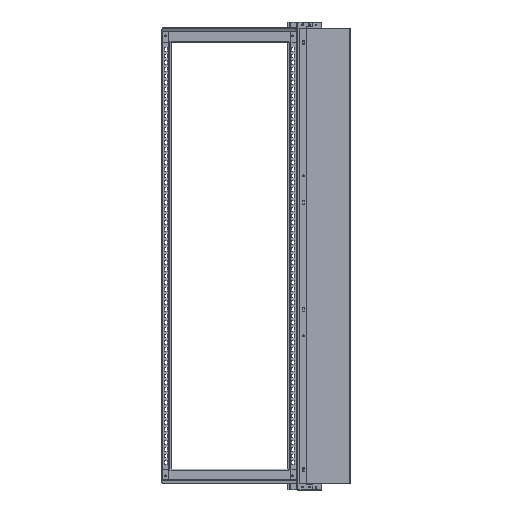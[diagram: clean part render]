
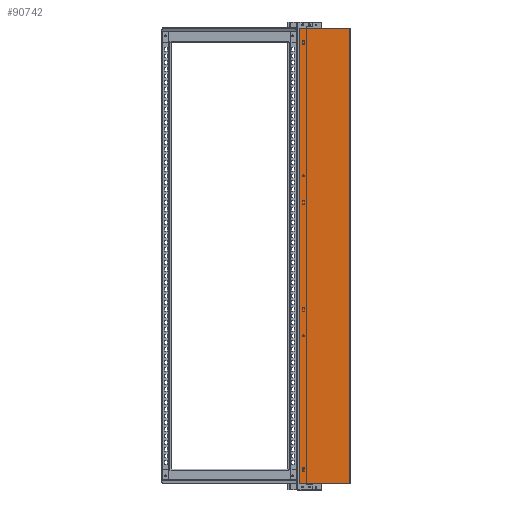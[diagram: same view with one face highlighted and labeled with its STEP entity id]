
A CAD part, top view. The second image highlights one B-rep face of the part: STEP entity #90742.
In plain terms, the highlighted free-form (B-spline) face has degree [1, 1] with [2, 2] control points.
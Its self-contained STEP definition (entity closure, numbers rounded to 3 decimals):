
#90267=CARTESIAN_POINT('V1',(-57.684,40.494,
   1654.0));
#90268=VERTEX_POINT('V1',#90267);
#90294=CARTESIAN_POINT('E1',(-57.684,40.494,
   1654.0));
#90295=CARTESIAN_POINT('E1',(-57.684,40.494,
   1660.062));
#90296=CARTESIAN_POINT('E1',(-52.434,40.494,
   1657.031));
#90297=CARTESIAN_POINT('E1',(-47.184,40.494,
   1654.0));
#90298=CARTESIAN_POINT('E1',(-52.434,40.494,
   1650.969));
#90299=CARTESIAN_POINT('E1',(-57.684,40.494,
   1647.938));
#90300=CARTESIAN_POINT('E1',(-57.684,40.494,
   1654.0));
#90308=(BOUNDED_CURVE()B_SPLINE_CURVE(2,(#90294,#90295,#90296,
   #90297,#90298,#90299,#90300),.CIRCULAR_ARC.,.T.,.U.)
   B_SPLINE_CURVE_WITH_KNOTS((3,2,2,3),(0.0,0.333,
   0.667,1.0),.UNSPECIFIED.)CURVE()
   GEOMETRIC_REPRESENTATION_ITEM()RATIONAL_B_SPLINE_CURVE((1.0,
   0.5,1.0,0.5,1.0,0.5,1.0)
   )REPRESENTATION_ITEM('E1'));
#90309=EDGE_CURVE('E1',#90268,#90268,#90308,.T.);
#90336=CARTESIAN_POINT('V2',(-57.684,40.494,
   54.));
#90337=VERTEX_POINT('V2',#90336);
#90363=CARTESIAN_POINT('E2',(-57.684,40.494,
   54.));
#90364=CARTESIAN_POINT('E2',(-57.684,40.494,
   60.062));
#90365=CARTESIAN_POINT('E2',(-52.434,40.494,
   57.031));
#90366=CARTESIAN_POINT('E2',(-47.184,40.494,
   54.));
#90367=CARTESIAN_POINT('E2',(-52.434,40.494,
   50.969));
#90368=CARTESIAN_POINT('E2',(-57.684,40.494,
   47.938));
#90369=CARTESIAN_POINT('E2',(-57.684,40.494,
   54.));
#90377=(BOUNDED_CURVE()B_SPLINE_CURVE(2,(#90363,#90364,#90365,
   #90366,#90367,#90368,#90369),.CIRCULAR_ARC.,.T.,.U.)
   B_SPLINE_CURVE_WITH_KNOTS((3,2,2,3),(0.0,0.333,
   0.667,1.0),.UNSPECIFIED.)CURVE()
   GEOMETRIC_REPRESENTATION_ITEM()RATIONAL_B_SPLINE_CURVE((1.0,
   0.5,1.0,0.5,1.0,0.5,1.0)
   )REPRESENTATION_ITEM('E2'));
#90378=EDGE_CURVE('E2',#90337,#90337,#90377,.T.);
#90405=CARTESIAN_POINT('V3',(-57.684,40.494,
   554.));
#90406=VERTEX_POINT('V3',#90405);
#90432=CARTESIAN_POINT('E3',(-57.684,40.494,
   554.));
#90433=CARTESIAN_POINT('E3',(-57.684,40.494,
   560.062));
#90434=CARTESIAN_POINT('E3',(-52.434,40.494,
   557.031));
#90435=CARTESIAN_POINT('E3',(-47.184,40.494,
   554.));
#90436=CARTESIAN_POINT('E3',(-52.434,40.494,
   550.969));
#90437=CARTESIAN_POINT('E3',(-57.684,40.494,
   547.938));
#90438=CARTESIAN_POINT('E3',(-57.684,40.494,
   554.));
#90446=(BOUNDED_CURVE()B_SPLINE_CURVE(2,(#90432,#90433,#90434,
   #90435,#90436,#90437,#90438),.CIRCULAR_ARC.,.T.,.U.)
   B_SPLINE_CURVE_WITH_KNOTS((3,2,2,3),(0.0,0.333,
   0.667,1.0),.UNSPECIFIED.)CURVE()
   GEOMETRIC_REPRESENTATION_ITEM()RATIONAL_B_SPLINE_CURVE((1.0,
   0.5,1.0,0.5,1.0,0.5,1.0)
   )REPRESENTATION_ITEM('E3'));
#90447=EDGE_CURVE('E3',#90406,#90406,#90446,.T.);
#90474=CARTESIAN_POINT('V4',(-57.684,40.494,
   1154.0));
#90475=VERTEX_POINT('V4',#90474);
#90501=CARTESIAN_POINT('E4',(-57.684,40.494,
   1154.0));
#90502=CARTESIAN_POINT('E4',(-57.684,40.494,
   1160.062));
#90503=CARTESIAN_POINT('E4',(-52.434,40.494,
   1157.031));
#90504=CARTESIAN_POINT('E4',(-47.184,40.494,
   1154.0));
#90505=CARTESIAN_POINT('E4',(-52.434,40.494,
   1150.969));
#90506=CARTESIAN_POINT('E4',(-57.684,40.494,
   1147.938));
#90507=CARTESIAN_POINT('E4',(-57.684,40.494,
   1154.0));
#90515=(BOUNDED_CURVE()B_SPLINE_CURVE(2,(#90501,#90502,#90503,
   #90504,#90505,#90506,#90507),.CIRCULAR_ARC.,.T.,.U.)
   B_SPLINE_CURVE_WITH_KNOTS((3,2,2,3),(0.0,0.333,
   0.667,1.0),.UNSPECIFIED.)CURVE()
   GEOMETRIC_REPRESENTATION_ITEM()RATIONAL_B_SPLINE_CURVE((1.0,
   0.5,1.0,0.5,1.0,0.5,1.0)
   )REPRESENTATION_ITEM('E4'));
#90516=EDGE_CURVE('E4',#90475,#90475,#90515,.T.);
#90526=CARTESIAN_POINT('V11',(123.816,40.494,
   1708.0));
#90527=VERTEX_POINT('V11',#90526);
#90542=CARTESIAN_POINT('V12',(123.816,40.494,
   1704.0));
#90543=VERTEX_POINT('V12',#90542);
#90549=CARTESIAN_POINT('E11',(123.816,40.494,
   1704.0));
#90550=CARTESIAN_POINT('E11',(123.816,40.494,
   1708.0));
#90551=QUASI_UNIFORM_CURVE('E11',1,(#90549,#90550),.POLYLINE_FORM.,
   .F.,.U.);
#90552=EDGE_CURVE('E11',#90543,#90527,#90551,.T.);
#90562=CARTESIAN_POINT('V10',(-68.184,40.494,
   1708.0));
#90563=VERTEX_POINT('V10',#90562);
#90577=CARTESIAN_POINT('E10',(123.816,40.494,
   1708.0));
#90578=CARTESIAN_POINT('E10',(-68.184,40.494,
   1708.0));
#90579=QUASI_UNIFORM_CURVE('E10',1,(#90577,#90578),.POLYLINE_FORM.,
   .F.,.U.);
#90580=EDGE_CURVE('E10',#90527,#90563,#90579,.T.);
#90590=CARTESIAN_POINT('V9',(-68.184,40.494,
   0.0));
#90591=VERTEX_POINT('V9',#90590);
#90605=CARTESIAN_POINT('E9',(-68.184,40.494,
   1708.0));
#90606=CARTESIAN_POINT('E9',(-68.184,40.494,
   0.0));
#90607=QUASI_UNIFORM_CURVE('E9',1,(#90605,#90606),.POLYLINE_FORM.,
   .F.,.U.);
#90608=EDGE_CURVE('E9',#90563,#90591,#90607,.T.);
#90618=CARTESIAN_POINT('V8',(123.816,40.494,
   0.0));
#90619=VERTEX_POINT('V8',#90618);
#90633=CARTESIAN_POINT('E8',(-68.184,40.494,
   0.0));
#90634=CARTESIAN_POINT('E8',(123.816,40.494,
   0.0));
#90635=QUASI_UNIFORM_CURVE('E8',1,(#90633,#90634),.POLYLINE_FORM.,
   .F.,.U.);
#90636=EDGE_CURVE('E8',#90591,#90619,#90635,.T.);
#90648=CARTESIAN_POINT('V7',(123.816,40.494,
   4.0));
#90649=VERTEX_POINT('V7',#90648);
#90661=CARTESIAN_POINT('E7',(123.816,40.494,
   0.0));
#90662=CARTESIAN_POINT('E7',(123.816,40.494,
   4.0));
#90663=QUASI_UNIFORM_CURVE('E7',1,(#90661,#90662),.POLYLINE_FORM.,
   .F.,.U.);
#90664=EDGE_CURVE('E7',#90619,#90649,#90663,.T.);
#90674=CARTESIAN_POINT('V6',(121.016,40.494,
   4.));
#90675=VERTEX_POINT('V6',#90674);
#90697=CARTESIAN_POINT('E6',(123.816,40.494,
   4.0));
#90698=CARTESIAN_POINT('E6',(121.016,40.494,
   4.));
#90699=QUASI_UNIFORM_CURVE('E6',1,(#90697,#90698),.POLYLINE_FORM.,
   .F.,.U.);
#90700=EDGE_CURVE('E6',#90649,#90675,#90699,.T.);
#90705=CARTESIAN_POINT('F2',(123.846,40.494,
   1708.03));
#90706=CARTESIAN_POINT('F2',(-68.214,40.494,
   1708.03));
#90707=CARTESIAN_POINT('F2',(123.846,40.494,
   -0.03));
#90708=CARTESIAN_POINT('F2',(-68.214,40.494,
   -0.03));
#90709=B_SPLINE_SURFACE_WITH_KNOTS('F2',1,1,((#90705,#90707),(
   #90706,#90708)),.PLANE_SURF.,.F.,.F.,.U.,(2,2),(2,2),(0.0,1.0),
   (0.0,8.893),.UNSPECIFIED.);
#90710=ORIENTED_EDGE('F26',*,*,#90700,.F.);
#90711=ORIENTED_EDGE('F20',*,*,#90664,.F.);
#90712=ORIENTED_EDGE('F21',*,*,#90636,.F.);
#90713=ORIENTED_EDGE('F22',*,*,#90608,.F.);
#90714=ORIENTED_EDGE('F23',*,*,#90580,.F.);
#90715=ORIENTED_EDGE('F24',*,*,#90552,.F.);
#90716=CARTESIAN_POINT('V5',(121.016,40.494,
   1704.0));
#90717=VERTEX_POINT('V5',#90716);
#90718=CARTESIAN_POINT('E12',(121.016,40.494,
   1704.0));
#90719=CARTESIAN_POINT('E12',(123.816,40.494,
   1704.0));
#90720=QUASI_UNIFORM_CURVE('E12',1,(#90718,#90719),.POLYLINE_FORM.,
   .F.,.U.);
#90721=EDGE_CURVE('E12',#90717,#90543,#90720,.T.);
#90722=ORIENTED_EDGE('E12',*,*,#90721,.F.);
#90723=CARTESIAN_POINT('E5',(121.016,40.494,
   4.));
#90724=CARTESIAN_POINT('E5',(121.016,40.494,
   1704.0));
#90725=QUASI_UNIFORM_CURVE('E5',1,(#90723,#90724),.POLYLINE_FORM.,
   .F.,.U.);
#90726=EDGE_CURVE('E5',#90675,#90717,#90725,.T.);
#90727=ORIENTED_EDGE('E5',*,*,#90726,.F.);
#90728=EDGE_LOOP('F2',(#90710,#90711,#90712,#90713,#90714,#90715,
   #90722,#90727));
#90729=FACE_OUTER_BOUND('F2',#90728,.T.);
#90730=ORIENTED_EDGE('F12',*,*,#90516,.F.);
#90731=EDGE_LOOP('F2',(#90730));
#90732=FACE_BOUND('F2',#90731,.T.);
#90733=ORIENTED_EDGE('F11',*,*,#90447,.F.);
#90734=EDGE_LOOP('F2',(#90733));
#90735=FACE_BOUND('F2',#90734,.T.);
#90736=ORIENTED_EDGE('F10',*,*,#90378,.F.);
#90737=EDGE_LOOP('F2',(#90736));
#90738=FACE_BOUND('F2',#90737,.T.);
#90739=ORIENTED_EDGE('F9',*,*,#90309,.F.);
#90740=EDGE_LOOP('F2',(#90739));
#90741=FACE_BOUND('F2',#90740,.T.);
#90742=ADVANCED_FACE('F2',(#90729,#90732,#90735,#90738,#90741),
   #90709,.F.);
